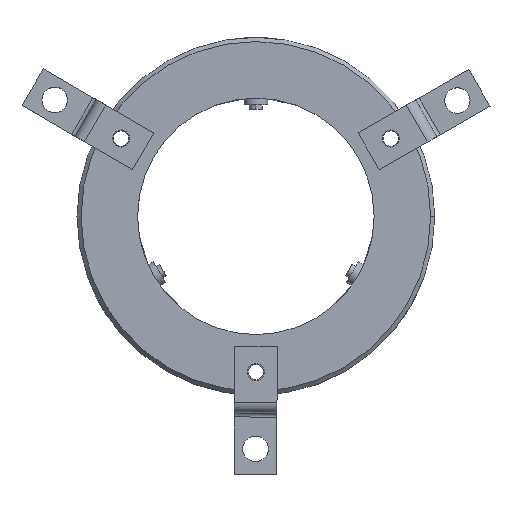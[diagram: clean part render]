
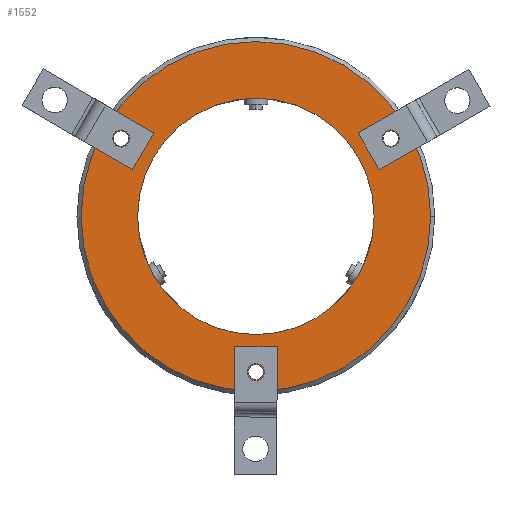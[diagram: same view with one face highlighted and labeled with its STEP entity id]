
A CAD part, top view. The second image highlights one B-rep face of the part: STEP entity #1552.
In plain terms, the highlighted face is planar.
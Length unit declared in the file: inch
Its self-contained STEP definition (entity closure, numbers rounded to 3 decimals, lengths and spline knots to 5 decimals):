
#25 = CARTESIAN_POINT ( 'NONE',  ( 1., -1.1425, 0. ) ) ;
#82 = VERTEX_POINT ( 'NONE', #2481 ) ;
#232 = DIRECTION ( 'NONE',  ( 0., 0., 1. ) ) ;
#252 = CIRCLE ( 'NONE', #3548, 0.056 ) ;
#320 = CARTESIAN_POINT ( 'NONE',  ( 1., 0., -0.8675 ) ) ;
#321 = CIRCLE ( 'NONE', #1366, 1.2825 ) ;
#359 = AXIS2_PLACEMENT_3D ( 'NONE', #1303, #1634, #882 ) ;
#410 = EDGE_CURVE ( 'NONE', #1116, #3909, #2804, .T. ) ;
#423 = VERTEX_POINT ( 'NONE', #2448 ) ;
#467 = CARTESIAN_POINT ( 'NONE',  ( 1., 0.57125, -0.98943 ) ) ;
#481 = AXIS2_PLACEMENT_3D ( 'NONE', #3146, #2499, #2475 ) ;
#486 = CIRCLE ( 'NONE', #359, 0.8675 ) ;
#524 = EDGE_CURVE ( 'NONE', #2256, #1909, #4075, .T. ) ;
#529 = DIRECTION ( 'NONE',  ( 1., 0., 0. ) ) ;
#533 = EDGE_LOOP ( 'NONE', ( #3671, #3618 ) ) ;
#577 = AXIS2_PLACEMENT_3D ( 'NONE', #2461, #529, #3836 ) ;
#652 = DIRECTION ( 'NONE',  ( 0., 0., 1. ) ) ;
#873 = ORIENTED_EDGE ( 'NONE', *, *, #1473, .F. ) ;
#875 = CIRCLE ( 'NONE', #3287, 1.2825 ) ;
#882 = DIRECTION ( 'NONE',  ( 0., 0., 1. ) ) ;
#893 = EDGE_CURVE ( 'NONE', #3423, #423, #321, .T. ) ;
#971 = VERTEX_POINT ( 'NONE', #2197 ) ;
#1001 = CARTESIAN_POINT ( 'NONE',  ( 1., 0.57125, 1.04543 ) ) ;
#1009 = EDGE_CURVE ( 'NONE', #1909, #2256, #486, .T. ) ;
#1021 = ORIENTED_EDGE ( 'NONE', *, *, #1009, .F. ) ;
#1066 = ORIENTED_EDGE ( 'NONE', *, *, #3465, .F. ) ;
#1076 = CIRCLE ( 'NONE', #4232, 0.056 ) ;
#1107 = VERTEX_POINT ( 'NONE', #3885 ) ;
#1116 = VERTEX_POINT ( 'NONE', #1001 ) ;
#1140 = FACE_BOUND ( 'NONE', #1785, .T. ) ;
#1183 = AXIS2_PLACEMENT_3D ( 'NONE', #1388, #3710, #2087 ) ;
#1250 = EDGE_LOOP ( 'NONE', ( #3219, #873 ) ) ;
#1258 = DIRECTION ( 'NONE',  ( -1., 0., 0. ) ) ;
#1269 = CARTESIAN_POINT ( 'NONE',  ( 1., 0., 0. ) ) ;
#1303 = CARTESIAN_POINT ( 'NONE',  ( 1., 0., 0. ) ) ;
#1360 = EDGE_CURVE ( 'NONE', #1107, #82, #1653, .T. ) ;
#1366 = AXIS2_PLACEMENT_3D ( 'NONE', #3504, #3478, #232 ) ;
#1388 = CARTESIAN_POINT ( 'NONE',  ( 1., 0.57125, 0.98943 ) ) ;
#1402 = ORIENTED_EDGE ( 'NONE', *, *, #524, .F. ) ;
#1451 = DIRECTION ( 'NONE',  ( 1., 0., 0. ) ) ;
#1473 = EDGE_CURVE ( 'NONE', #423, #3423, #875, .T. ) ;
#1552 = ADVANCED_FACE ( 'NONE', ( #2486, #3000, #2224, #1140, #3531 ), #3892, .F. ) ;
#1573 = CARTESIAN_POINT ( 'NONE',  ( 1., 0.8675, 0. ) ) ;
#1579 = DIRECTION ( 'NONE',  ( -1., 0., 0. ) ) ;
#1634 = DIRECTION ( 'NONE',  ( 1., 0., 0. ) ) ;
#1643 = DIRECTION ( 'NONE',  ( 1., 0., 0. ) ) ;
#1653 = CIRCLE ( 'NONE', #481, 0.056 ) ;
#1654 = ORIENTED_EDGE ( 'NONE', *, *, #1360, .F. ) ;
#1694 = ORIENTED_EDGE ( 'NONE', *, *, #2873, .F. ) ;
#1785 = EDGE_LOOP ( 'NONE', ( #2636, #1066 ) ) ;
#1899 = EDGE_CURVE ( 'NONE', #971, #2220, #1076, .T. ) ;
#1909 = VERTEX_POINT ( 'NONE', #3638 ) ;
#2087 = DIRECTION ( 'NONE',  ( 0., 0., 1. ) ) ;
#2121 = EDGE_LOOP ( 'NONE', ( #1654, #1694 ) ) ;
#2197 = CARTESIAN_POINT ( 'NONE',  ( 1., 0.57125, -0.93343 ) ) ;
#2220 = VERTEX_POINT ( 'NONE', #3646 ) ;
#2224 = FACE_BOUND ( 'NONE', #2121, .T. ) ;
#2256 = VERTEX_POINT ( 'NONE', #320 ) ;
#2267 = DIRECTION ( 'NONE',  ( 0., 0., 1. ) ) ;
#2295 = CARTESIAN_POINT ( 'NONE',  ( 1., 0.57125, -0.98943 ) ) ;
#2343 = EDGE_CURVE ( 'NONE', #3909, #1116, #4203, .T. ) ;
#2356 = CIRCLE ( 'NONE', #4033, 0.056 ) ;
#2448 = CARTESIAN_POINT ( 'NONE',  ( 1., 0., -1.2825 ) ) ;
#2461 = CARTESIAN_POINT ( 'NONE',  ( 1., 0., 0. ) ) ;
#2475 = DIRECTION ( 'NONE',  ( 0., 0., 1. ) ) ;
#2481 = CARTESIAN_POINT ( 'NONE',  ( 1., -1.1425, -0.056 ) ) ;
#2486 = FACE_BOUND ( 'NONE', #4277, .T. ) ;
#2499 = DIRECTION ( 'NONE',  ( 1., 0., 0. ) ) ;
#2636 = ORIENTED_EDGE ( 'NONE', *, *, #1899, .F. ) ;
#2690 = DIRECTION ( 'NONE',  ( 1., 0., 0. ) ) ;
#2797 = CARTESIAN_POINT ( 'NONE',  ( 1., 0., 1.2825 ) ) ;
#2804 = CIRCLE ( 'NONE', #3875, 0.056 ) ;
#2873 = EDGE_CURVE ( 'NONE', #82, #1107, #2356, .T. ) ;
#3000 = FACE_BOUND ( 'NONE', #533, .T. ) ;
#3146 = CARTESIAN_POINT ( 'NONE',  ( 1., -1.1425, 0. ) ) ;
#3219 = ORIENTED_EDGE ( 'NONE', *, *, #893, .F. ) ;
#3220 = CARTESIAN_POINT ( 'NONE',  ( 1., 0.57125, 0.93343 ) ) ;
#3230 = DIRECTION ( 'NONE',  ( 0., 0., 1. ) ) ;
#3287 = AXIS2_PLACEMENT_3D ( 'NONE', #1269, #1258, #3230 ) ;
#3373 = DIRECTION ( 'NONE',  ( 0., 0., 1. ) ) ;
#3423 = VERTEX_POINT ( 'NONE', #2797 ) ;
#3465 = EDGE_CURVE ( 'NONE', #2220, #971, #252, .T. ) ;
#3478 = DIRECTION ( 'NONE',  ( -1., 0., 0. ) ) ;
#3504 = CARTESIAN_POINT ( 'NONE',  ( 1., 0., 0. ) ) ;
#3531 = FACE_OUTER_BOUND ( 'NONE', #1250, .T. ) ;
#3548 = AXIS2_PLACEMENT_3D ( 'NONE', #467, #1451, #3774 ) ;
#3582 = DIRECTION ( 'NONE',  ( 0., 0., 1. ) ) ;
#3618 = ORIENTED_EDGE ( 'NONE', *, *, #2343, .F. ) ;
#3638 = CARTESIAN_POINT ( 'NONE',  ( 1., 0., 0.8675 ) ) ;
#3646 = CARTESIAN_POINT ( 'NONE',  ( 1., 0.57125, -1.04543 ) ) ;
#3671 = ORIENTED_EDGE ( 'NONE', *, *, #410, .F. ) ;
#3704 = DIRECTION ( 'NONE',  ( 1., 0., 0. ) ) ;
#3710 = DIRECTION ( 'NONE',  ( 1., 0., 0. ) ) ;
#3774 = DIRECTION ( 'NONE',  ( 0., 0., 1. ) ) ;
#3836 = DIRECTION ( 'NONE',  ( 0., 0., 1. ) ) ;
#3875 = AXIS2_PLACEMENT_3D ( 'NONE', #4062, #3704, #3373 ) ;
#3885 = CARTESIAN_POINT ( 'NONE',  ( 1., -1.1425, 0.056 ) ) ;
#3892 = PLANE ( 'NONE',  #4197 ) ;
#3909 = VERTEX_POINT ( 'NONE', #3220 ) ;
#4033 = AXIS2_PLACEMENT_3D ( 'NONE', #25, #2690, #652 ) ;
#4062 = CARTESIAN_POINT ( 'NONE',  ( 1., 0.57125, 0.98943 ) ) ;
#4075 = CIRCLE ( 'NONE', #577, 0.8675 ) ;
#4197 = AXIS2_PLACEMENT_3D ( 'NONE', #1573, #1579, #3582 ) ;
#4203 = CIRCLE ( 'NONE', #1183, 0.056 ) ;
#4232 = AXIS2_PLACEMENT_3D ( 'NONE', #2295, #1643, #2267 ) ;
#4277 = EDGE_LOOP ( 'NONE', ( #1021, #1402 ) ) ;
